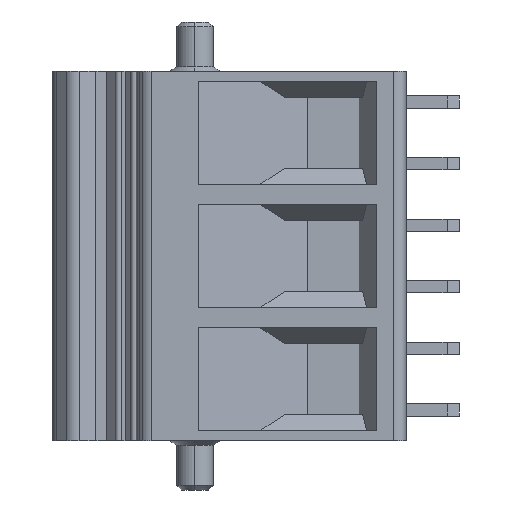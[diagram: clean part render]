
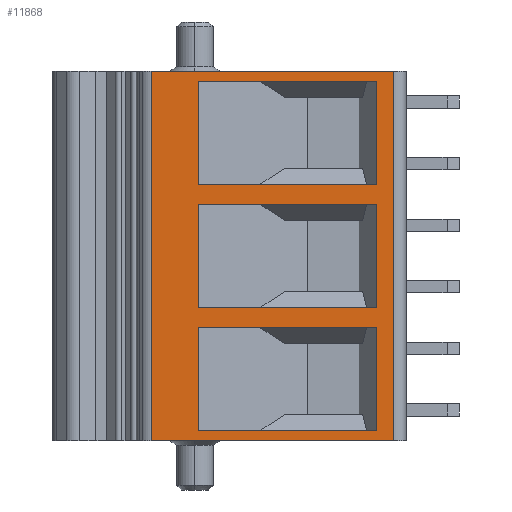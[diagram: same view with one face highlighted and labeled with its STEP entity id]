
A CAD part, left-side view. The second image highlights one B-rep face of the part: STEP entity #11868.
In plain terms, the highlighted planar face has unit normal (-1, 0, 0).
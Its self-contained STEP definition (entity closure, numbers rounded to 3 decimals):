
#1565=DIRECTION('',(0.,1.,0.));
#1566=VECTOR('',#1565,14.466);
#1567=CARTESIAN_POINT('',(-1493.307,-3765.693,
-5.8));
#1568=LINE('',#1567,#1566);
#1569=DIRECTION('',(0.,0.,-1.));
#1570=VECTOR('',#1569,8.4);
#1571=CARTESIAN_POINT('',(-1493.307,-3751.227,
-5.8));
#1572=LINE('',#1571,#1570);
#1573=DIRECTION('',(0.,1.,0.));
#1574=VECTOR('',#1573,14.466);
#1575=CARTESIAN_POINT('',(-1493.307,-3765.693,
4.2));
#1576=LINE('',#1575,#1574);
#1577=DIRECTION('',(0.,0.,-1.));
#1578=VECTOR('',#1577,8.4);
#1579=CARTESIAN_POINT('',(-1493.307,-3751.227,
4.2));
#1580=LINE('',#1579,#1578);
#1581=DIRECTION('',(0.,1.,0.));
#1582=VECTOR('',#1581,14.466);
#1583=CARTESIAN_POINT('',(-1493.307,-3765.693,
14.2));
#1584=LINE('',#1583,#1582);
#1585=DIRECTION('',(0.,0.,-1.));
#1586=VECTOR('',#1585,8.4);
#1587=CARTESIAN_POINT('',(-1493.307,-3751.227,
14.2));
#1588=LINE('',#1587,#1586);
#1589=DIRECTION('',(0.,1.,0.));
#1590=VECTOR('',#1589,19.676);
#1591=CARTESIAN_POINT('',(-1493.307,-3767.091,-15.));
#1592=LINE('',#1591,#1590);
#1593=DIRECTION('',(0.,0.,1.));
#1594=VECTOR('',#1593,30.);
#1595=CARTESIAN_POINT('',(-1493.307,-3747.415,-15.));
#1596=LINE('',#1595,#1594);
#1621=DIRECTION('',(0.,0.,-1.));
#1622=VECTOR('',#1621,8.4);
#1623=CARTESIAN_POINT('',(-1493.307,-3765.693,
-5.8));
#1624=LINE('',#1623,#1622);
#1657=DIRECTION('',(0.,1.,0.));
#1658=VECTOR('',#1657,14.466);
#1659=CARTESIAN_POINT('',(-1493.307,-3765.693,-14.2));
#1660=LINE('',#1659,#1658);
#1709=DIRECTION('',(0.,0.,-1.));
#1710=VECTOR('',#1709,8.4);
#1711=CARTESIAN_POINT('',(-1493.307,-3765.693,
4.2));
#1712=LINE('',#1711,#1710);
#1745=DIRECTION('',(0.,1.,0.));
#1746=VECTOR('',#1745,14.466);
#1747=CARTESIAN_POINT('',(-1493.307,-3765.693,
-4.2));
#1748=LINE('',#1747,#1746);
#1797=DIRECTION('',(0.,0.,-1.));
#1798=VECTOR('',#1797,8.4);
#1799=CARTESIAN_POINT('',(-1493.307,-3765.693,
14.2));
#1800=LINE('',#1799,#1798);
#1833=DIRECTION('',(0.,1.,0.));
#1834=VECTOR('',#1833,14.466);
#1835=CARTESIAN_POINT('',(-1493.307,-3765.693,
5.8));
#1836=LINE('',#1835,#1834);
#1861=DIRECTION('',(0.,0.,1.));
#1862=VECTOR('',#1861,30.);
#1863=CARTESIAN_POINT('',(-1493.307,-3767.091,-15.));
#1864=LINE('',#1863,#1862);
#6130=DIRECTION('',(0.,1.,0.));
#6131=VECTOR('',#6130,19.676);
#6132=CARTESIAN_POINT('',(-1493.307,-3767.091,
15.));
#6133=LINE('',#6132,#6131);
#6534=CARTESIAN_POINT('',(-1493.307,-3767.091,
15.));
#6535=VERTEX_POINT('',#6534);
#6536=CARTESIAN_POINT('',(-1493.307,-3747.415,
15.));
#6537=VERTEX_POINT('',#6536);
#6552=CARTESIAN_POINT('',(-1493.307,-3765.693,
14.2));
#6553=CARTESIAN_POINT('',(-1493.307,-3751.227,
14.2));
#6554=VERTEX_POINT('',#6552);
#6555=VERTEX_POINT('',#6553);
#6556=CARTESIAN_POINT('',(-1493.307,-3751.227,
5.8));
#6557=VERTEX_POINT('',#6556);
#6558=CARTESIAN_POINT('',(-1493.307,-3765.693,
5.8));
#6559=VERTEX_POINT('',#6558);
#7090=CARTESIAN_POINT('',(-1493.307,-3765.693,
4.2));
#7091=CARTESIAN_POINT('',(-1493.307,-3751.227,
4.2));
#7092=VERTEX_POINT('',#7090);
#7093=VERTEX_POINT('',#7091);
#7094=CARTESIAN_POINT('',(-1493.307,-3751.227,
-4.2));
#7095=VERTEX_POINT('',#7094);
#7096=CARTESIAN_POINT('',(-1493.307,-3765.693,
-4.2));
#7097=VERTEX_POINT('',#7096);
#7624=CARTESIAN_POINT('',(-1493.307,-3747.415,-15.));
#7625=VERTEX_POINT('',#7624);
#7626=CARTESIAN_POINT('',(-1493.307,-3767.091,-15.));
#7627=VERTEX_POINT('',#7626);
#7694=CARTESIAN_POINT('',(-1493.307,-3765.693,
-5.8));
#7695=CARTESIAN_POINT('',(-1493.307,-3751.227,
-5.8));
#7696=VERTEX_POINT('',#7694);
#7697=VERTEX_POINT('',#7695);
#7698=CARTESIAN_POINT('',(-1493.307,-3751.227,-14.2));
#7699=VERTEX_POINT('',#7698);
#7700=CARTESIAN_POINT('',(-1493.307,-3765.693,-14.2));
#7701=VERTEX_POINT('',#7700);
#11824=CARTESIAN_POINT('',(-1493.307,-3747.415,
10.));
#11825=DIRECTION('',(1.,0.,0.));
#11826=DIRECTION('',(0.,-1.,0.));
#11827=AXIS2_PLACEMENT_3D('',#11824,#11825,#11826);
#11828=PLANE('',#11827);
#11830=ORIENTED_EDGE('',*,*,#11829,.F.);
#11832=ORIENTED_EDGE('',*,*,#11831,.T.);
#11833=ORIENTED_EDGE('',*,*,#11807,.T.);
#11835=ORIENTED_EDGE('',*,*,#11834,.F.);
#11836=EDGE_LOOP('',(#11830,#11832,#11833,#11835));
#11837=FACE_OUTER_BOUND('',#11836,.F.);
#11839=ORIENTED_EDGE('',*,*,#11838,.T.);
#11841=ORIENTED_EDGE('',*,*,#11840,.T.);
#11843=ORIENTED_EDGE('',*,*,#11842,.F.);
#11845=ORIENTED_EDGE('',*,*,#11844,.F.);
#11846=EDGE_LOOP('',(#11839,#11841,#11843,#11845));
#11847=FACE_BOUND('',#11846,.F.);
#11849=ORIENTED_EDGE('',*,*,#11848,.T.);
#11851=ORIENTED_EDGE('',*,*,#11850,.T.);
#11853=ORIENTED_EDGE('',*,*,#11852,.F.);
#11855=ORIENTED_EDGE('',*,*,#11854,.F.);
#11856=EDGE_LOOP('',(#11849,#11851,#11853,#11855));
#11857=FACE_BOUND('',#11856,.F.);
#11859=ORIENTED_EDGE('',*,*,#11858,.T.);
#11861=ORIENTED_EDGE('',*,*,#11860,.T.);
#11863=ORIENTED_EDGE('',*,*,#11862,.F.);
#11865=ORIENTED_EDGE('',*,*,#11864,.F.);
#11866=EDGE_LOOP('',(#11859,#11861,#11863,#11865));
#11867=FACE_BOUND('',#11866,.F.);
#11807=EDGE_CURVE('',#7625,#6537,#1596,.T.);
#11829=EDGE_CURVE('',#7627,#6535,#1864,.T.);
#11831=EDGE_CURVE('',#7627,#7625,#1592,.T.);
#11834=EDGE_CURVE('',#6535,#6537,#6133,.T.);
#11838=EDGE_CURVE('',#7092,#7093,#1576,.T.);
#11840=EDGE_CURVE('',#7093,#7095,#1580,.T.);
#11842=EDGE_CURVE('',#7097,#7095,#1748,.T.);
#11844=EDGE_CURVE('',#7092,#7097,#1712,.T.);
#11848=EDGE_CURVE('',#6554,#6555,#1584,.T.);
#11850=EDGE_CURVE('',#6555,#6557,#1588,.T.);
#11852=EDGE_CURVE('',#6559,#6557,#1836,.T.);
#11854=EDGE_CURVE('',#6554,#6559,#1800,.T.);
#11858=EDGE_CURVE('',#7696,#7697,#1568,.T.);
#11860=EDGE_CURVE('',#7697,#7699,#1572,.T.);
#11862=EDGE_CURVE('',#7701,#7699,#1660,.T.);
#11864=EDGE_CURVE('',#7696,#7701,#1624,.T.);
#11868=ADVANCED_FACE('',(#11837,#11847,#11857,#11867),#11828,.F.);
